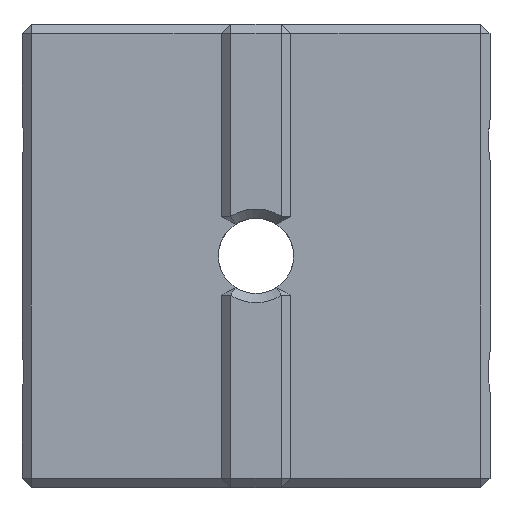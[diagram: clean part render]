
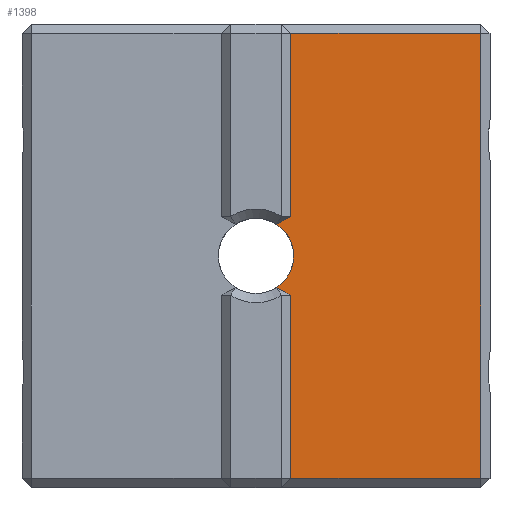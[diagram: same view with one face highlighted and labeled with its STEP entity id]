
A CAD part, top view. The second image highlights one B-rep face of the part: STEP entity #1398.
In plain terms, the highlighted planar face has unit normal (0, 0, 1).
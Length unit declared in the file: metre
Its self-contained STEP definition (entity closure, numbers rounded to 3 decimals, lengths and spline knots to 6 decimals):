
#61=CIRCLE('',#1522,0.001625);
#152=ORIENTED_EDGE('',*,*,#544,.T.);
#153=ORIENTED_EDGE('',*,*,#545,.T.);
#154=ORIENTED_EDGE('',*,*,#546,.F.);
#155=ORIENTED_EDGE('',*,*,#547,.T.);
#156=ORIENTED_EDGE('',*,*,#548,.T.);
#157=ORIENTED_EDGE('',*,*,#549,.T.);
#158=ORIENTED_EDGE('',*,*,#532,.F.);
#159=ORIENTED_EDGE('',*,*,#550,.T.);
#532=EDGE_CURVE('',#724,#725,#831,.T.);
#544=EDGE_CURVE('',#736,#737,#842,.T.);
#545=EDGE_CURVE('',#737,#738,#843,.T.);
#546=EDGE_CURVE('',#739,#738,#844,.T.);
#547=EDGE_CURVE('',#739,#740,#845,.T.);
#548=EDGE_CURVE('',#740,#741,#61,.T.);
#549=EDGE_CURVE('',#741,#725,#846,.T.);
#550=EDGE_CURVE('',#724,#736,#847,.T.);
#724=VERTEX_POINT('',#2151);
#725=VERTEX_POINT('',#2152);
#736=VERTEX_POINT('',#2178);
#737=VERTEX_POINT('',#2179);
#738=VERTEX_POINT('',#2181);
#739=VERTEX_POINT('',#2183);
#740=VERTEX_POINT('',#2185);
#741=VERTEX_POINT('',#2187);
#831=LINE('',#2150,#979);
#842=LINE('',#2177,#990);
#843=LINE('',#2180,#991);
#844=LINE('',#2182,#992);
#845=LINE('',#2184,#993);
#846=LINE('',#2188,#994);
#847=LINE('',#2189,#995);
#979=VECTOR('',#1709,1.);
#990=VECTOR('',#1728,1.);
#991=VECTOR('',#1729,1.);
#992=VECTOR('',#1730,1.);
#993=VECTOR('',#1731,1.);
#994=VECTOR('',#1734,1.);
#995=VECTOR('',#1735,1.);
#1110=EDGE_LOOP('',(#152,#153,#154,#155,#156,#157,#158,#159));
#1216=FACE_BOUND('',#1110,.T.);
#1320=PLANE('',#1521);
#1398=ADVANCED_FACE('',(#1216),#1320,.F.);
#1521=AXIS2_PLACEMENT_3D('',#2176,#1726,#1727);
#1522=AXIS2_PLACEMENT_3D('',#2186,#1732,#1733);
#1709=DIRECTION('',(0.,1.,0.));
#1726=DIRECTION('',(0.,0.,-1.));
#1727=DIRECTION('',(1.,0.,0.));
#1728=DIRECTION('',(0.,1.,0.));
#1729=DIRECTION('',(-1.,0.,0.));
#1730=DIRECTION('',(0.,1.,0.));
#1731=DIRECTION('',(-0.878,-0.478,0.));
#1732=DIRECTION('',(0.,0.,-1.));
#1733=DIRECTION('',(1.,0.,0.));
#1734=DIRECTION('',(0.878,-0.478,0.));
#1735=DIRECTION('',(1.,0.,0.));
#2150=CARTESIAN_POINT('',(0.0015,0.,0.006));
#2151=CARTESIAN_POINT('',(0.0015,-0.0096,0.006));
#2152=CARTESIAN_POINT('',(0.0015,-0.0017,0.006));
#2176=CARTESIAN_POINT('',(0.,0.,0.006));
#2177=CARTESIAN_POINT('',(0.0097,0.,0.006));
#2178=CARTESIAN_POINT('',(0.0097,-0.0096,0.006));
#2179=CARTESIAN_POINT('',(0.0097,0.0096,0.006));
#2180=CARTESIAN_POINT('',(0.,0.0096,0.006));
#2181=CARTESIAN_POINT('',(0.0015,0.0096,0.006));
#2182=CARTESIAN_POINT('',(0.0015,0.,0.006));
#2183=CARTESIAN_POINT('',(0.0015,0.0017,0.006));
#2184=CARTESIAN_POINT('',(-0.000371,0.000682,0.006));
#2185=CARTESIAN_POINT('',(0.000883,0.001364,0.006));
#2186=CARTESIAN_POINT('',(0.,0.,0.006));
#2187=CARTESIAN_POINT('',(0.000883,-0.001364,0.006));
#2188=CARTESIAN_POINT('',(-0.000371,-0.000682,0.006));
#2189=CARTESIAN_POINT('',(0.0101,-0.0096,0.006));
